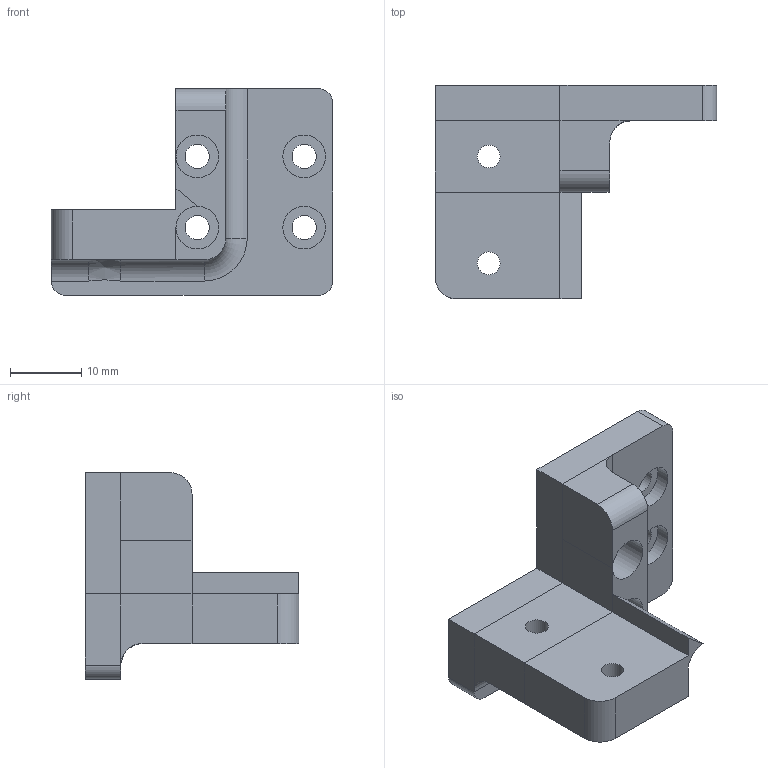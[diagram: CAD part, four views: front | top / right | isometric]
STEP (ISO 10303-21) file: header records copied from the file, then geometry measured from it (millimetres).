
FILE_DESCRIPTION(('FreeCAD Model'),'2;1');
FILE_NAME('Open CASCADE Shape Model','2025-06-25T17:09:16',(''),(''), 'Open CASCADE STEP processor 7.8','FreeCAD','Unknown');
FILE_SCHEMA(('AUTOMOTIVE_DESIGN { 1 0 10303 214 1 1 1 1 }'));
Length unit declared in the file: millimetre
Products named in the file (1): Z_reprap_right
Bounding box: 39.5 x 30 x 29 mm (x, y, z)
Volume: 8002.4 mm3; surface area: 4840.2 mm2
Topology: 1 solids, 1 shells, 54 faces, 129 edges, 80 vertices
Faces by surface type: plane 30, cylinder 22, bspline 1, torus 1
Full cylindrical faces by diameter (mm): 3.2 x2, 3.4 x4, 6 x6
Entity records: 1666 total; most frequent: CARTESIAN_POINT 343, DIRECTION 279, ORIENTED_EDGE 258, EDGE_CURVE 129, AXIS2_PLACEMENT_3D 99, LINE 81, VECTOR 81, VERTEX_POINT 80
